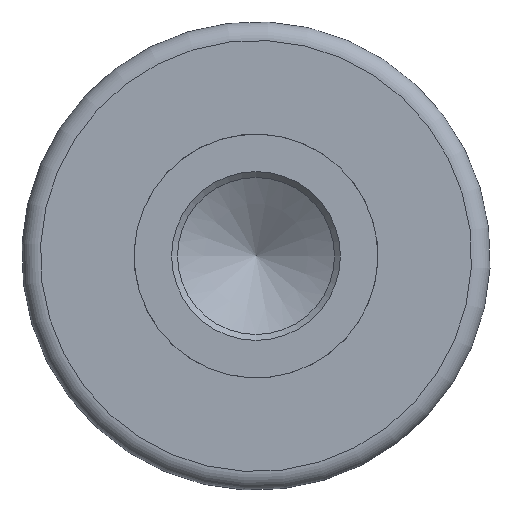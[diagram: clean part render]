
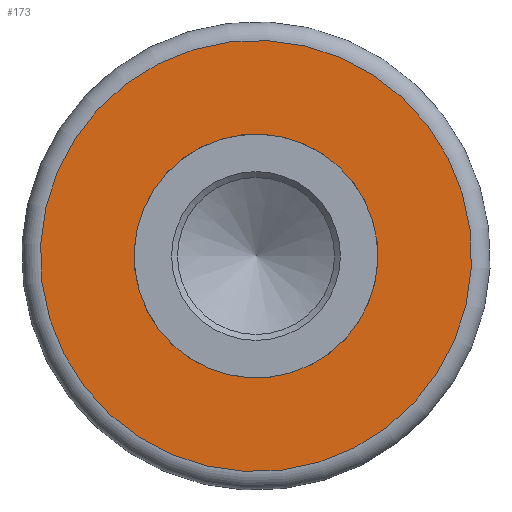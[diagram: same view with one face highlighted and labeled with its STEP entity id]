
A CAD part, front view. The second image highlights one B-rep face of the part: STEP entity #173.
In plain terms, the highlighted planar face has unit normal (0, -1, 0).
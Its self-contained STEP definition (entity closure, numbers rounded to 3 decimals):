
#18=FACE_BOUND('',#35,.T.);
#20=PLANE('',#211);
#25=FACE_OUTER_BOUND('',#34,.T.);
#34=EDGE_LOOP('',(#127,#128));
#35=EDGE_LOOP('',(#129));
#53=CIRCLE('',#201,6.5);
#59=CIRCLE('',#208,11.496);
#60=CIRCLE('',#209,11.496);
#72=VERTEX_POINT('',#290);
#78=VERTEX_POINT('',#303);
#79=VERTEX_POINT('',#305);
#91=EDGE_CURVE('',#72,#72,#53,.T.);
#98=EDGE_CURVE('',#78,#79,#59,.T.);
#99=EDGE_CURVE('',#79,#78,#60,.T.);
#127=ORIENTED_EDGE('',*,*,#99,.F.);
#128=ORIENTED_EDGE('',*,*,#98,.F.);
#129=ORIENTED_EDGE('',*,*,#91,.T.);
#173=ADVANCED_FACE('',(#25,#18),#20,.T.);
#201=AXIS2_PLACEMENT_3D('',#291,#231,#232);
#208=AXIS2_PLACEMENT_3D('',#306,#246,#247);
#209=AXIS2_PLACEMENT_3D('',#307,#248,#249);
#211=AXIS2_PLACEMENT_3D('',#309,#252,#253);
#231=DIRECTION('center_axis',(0.,1.,0.));
#232=DIRECTION('ref_axis',(0.053,0.,0.999));
#246=DIRECTION('center_axis',(0.,1.,0.));
#247=DIRECTION('ref_axis',(0.053,0.,0.999));
#248=DIRECTION('center_axis',(0.,1.,0.));
#249=DIRECTION('ref_axis',(0.053,0.,0.999));
#252=DIRECTION('center_axis',(0.,-1.,0.));
#253=DIRECTION('ref_axis',(-0.999,0.,0.053));
#290=CARTESIAN_POINT('',(-0.343,-0.5,-6.491));
#291=CARTESIAN_POINT('Origin',(0.,-0.5,
0.));
#303=CARTESIAN_POINT('',(-11.48,-0.5,0.607));
#305=CARTESIAN_POINT('',(-0.607,-0.5,-11.48));
#306=CARTESIAN_POINT('Origin',(0.,-0.5,
0.));
#307=CARTESIAN_POINT('Origin',(0.,-0.5,
0.));
#309=CARTESIAN_POINT('Origin',(-0.333,-0.5,-6.291));
